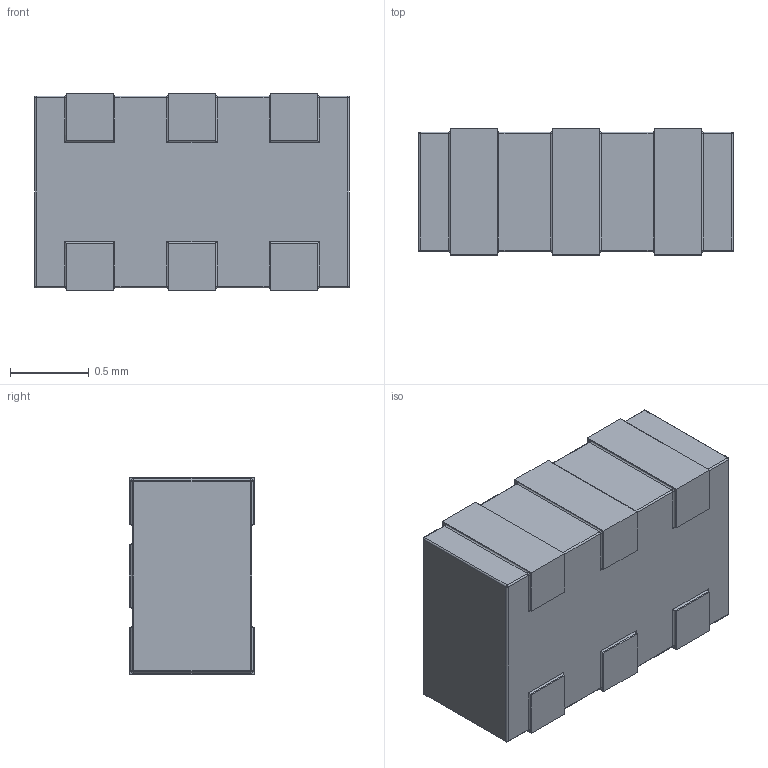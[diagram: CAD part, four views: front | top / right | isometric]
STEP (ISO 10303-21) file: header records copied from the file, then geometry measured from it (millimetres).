
FILE_DESCRIPTION (( 'STEP AP214' ), '1' );
FILE_NAME ('Balun_Johanson868-0896BM15A0001.STEP', '2020-01-04T21:45:34', ( 'Elessar' ), ( '' ), 'SwSTEP 2.0', 'SolidWorks 2018', '' );
FILE_SCHEMA (( 'AUTOMOTIVE_DESIGN' ));
Length unit declared in the file: millimetre
Products named in the file (1): Balun_Johanson868-0896BM15A0001
Bounding box: 2 x 0.8 x 1.25 mm (x, y, z)
Volume: 1.9 mm3; surface area: 10.1 mm2
Topology: 1 solids, 1 shells, 167 faces, 400 edges, 228 vertices
Faces by surface type: cylinder 76, plane 59, torus 24, sphere 8
Entity records: 5349 total; most frequent: CARTESIAN_POINT 872, DIRECTION 820, ORIENTED_EDGE 784, EDGE_CURVE 392, AXIS2_PLACEMENT_3D 288, LINE 244, VECTOR 244, VERTEX_POINT 228
